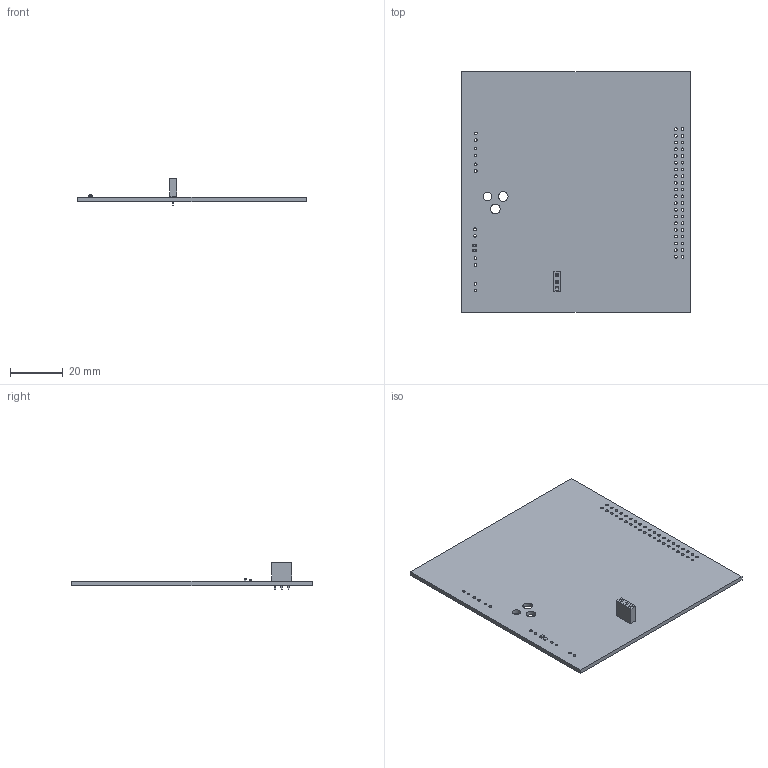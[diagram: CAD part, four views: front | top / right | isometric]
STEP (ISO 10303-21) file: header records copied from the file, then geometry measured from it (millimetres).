
FILE_DESCRIPTION(('KiCad electronic assembly'),'2;1');
FILE_NAME('power-board.step','2021-04-15T22:29:25',('An Author'),( 'A Company'),'Open CASCADE STEP processor 7.5', 'KiCad to STEP converter','Unknown');
FILE_SCHEMA(('AUTOMOTIVE_DESIGN { 1 0 10303 214 1 1 1 1 }'));
Length unit declared in the file: millimetre
Products named in the file (8): Open CASCADE STEP translator 7.5 1; PinSocket_1x03_P2.54mm_Vertical; SOLID; R_0603_1608Metric; LED_0603_1608Metric; COMPOUND
Assembly tree (7 placements, depth 3):
  Open CASCADE STEP translator 7.5 1
    PinSocket_1x03_P2.54mm_Vertical
      SOLID
    R_0603_1608Metric
      SOLID
    LED_0603_1608Metric
      SOLID
    COMPOUND
Bounding box: 86.5 x 91 x 10.1 mm (x, y, z)
Volume: 12605.9 mm3; surface area: 16754.9 mm2
Topology: 4 solids, 4 shells, 243 faces, 651 edges, 426 vertices
Faces by surface type: plane 169, cylinder 74
Full cylindrical faces by diameter (mm): 1 x3, 1.016 x12, 1.02 x40, 3.162 x1, 3.64 x2
Entity records: 17695 total; most frequent: CARTESIAN_POINT 2726, DIRECTION 2587, LINE 1657, VECTOR 1657, ORIENTED_EDGE 1302, PCURVE 1302, DEFINITIONAL_REPRESENTATION 1302, EDGE_CURVE 651
